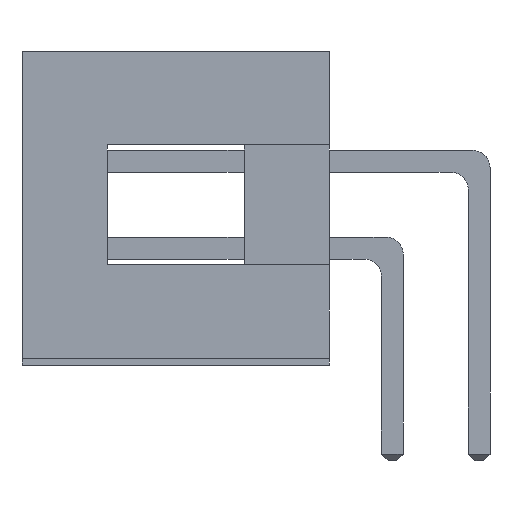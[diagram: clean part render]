
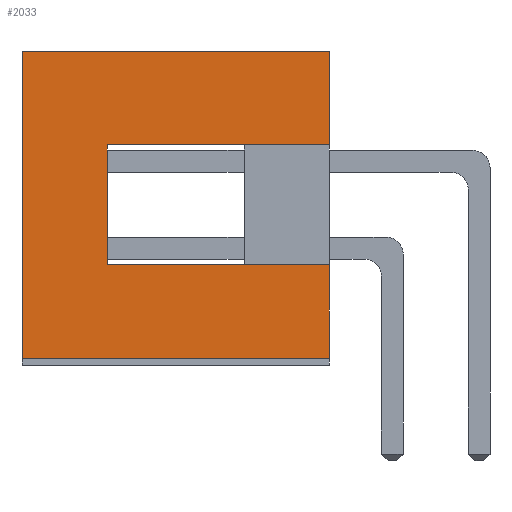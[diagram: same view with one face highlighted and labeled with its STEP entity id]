
A CAD part, front view. The second image highlights one B-rep face of the part: STEP entity #2033.
In plain terms, the highlighted planar face has unit normal (0, -1, 0).
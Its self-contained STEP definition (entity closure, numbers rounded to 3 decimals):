
#120 = VERTEX_POINT('',#121);
#121 = CARTESIAN_POINT('',(-12.225,-53.34,0.05));
#127 = EDGE_CURVE('',#120,#128,#130,.T.);
#128 = VERTEX_POINT('',#129);
#129 = CARTESIAN_POINT('',(-12.225,-53.34,9.05));
#130 = LINE('',#131,#132);
#131 = CARTESIAN_POINT('',(-12.225,-53.34,0.05));
#132 = VECTOR('',#133,1.);
#133 = DIRECTION('',(0.,0.,1.));
#284 = EDGE_CURVE('',#285,#128,#287,.T.);
#285 = VERTEX_POINT('',#286);
#286 = CARTESIAN_POINT('',(-3.225,-53.34,9.05));
#287 = LINE('',#288,#289);
#288 = CARTESIAN_POINT('',(-3.225,-53.34,9.05));
#289 = VECTOR('',#290,1.);
#290 = DIRECTION('',(-1.,0.,0.));
#436 = EDGE_CURVE('',#437,#285,#439,.T.);
#437 = VERTEX_POINT('',#438);
#438 = CARTESIAN_POINT('',(-3.225,-53.34,6.3));
#439 = LINE('',#440,#441);
#440 = CARTESIAN_POINT('',(-3.225,-53.34,0.05));
#441 = VECTOR('',#442,1.);
#442 = DIRECTION('',(0.,0.,1.));
#461 = VERTEX_POINT('',#462);
#462 = CARTESIAN_POINT('',(-3.225,-53.34,2.8));
#468 = EDGE_CURVE('',#469,#461,#471,.T.);
#469 = VERTEX_POINT('',#470);
#470 = CARTESIAN_POINT('',(-3.225,-53.34,0.05));
#471 = LINE('',#472,#473);
#472 = CARTESIAN_POINT('',(-3.225,-53.34,0.05));
#473 = VECTOR('',#474,1.);
#474 = DIRECTION('',(0.,0.,1.));
#2023 = EDGE_CURVE('',#469,#120,#2024,.T.);
#2024 = LINE('',#2025,#2026);
#2025 = CARTESIAN_POINT('',(-3.225,-53.34,0.05));
#2026 = VECTOR('',#2027,1.);
#2027 = DIRECTION('',(-1.,0.,0.));
#2033 = ADVANCED_FACE('',(#2034),#2063,.T.);
#2034 = FACE_BOUND('',#2035,.T.);
#2035 = EDGE_LOOP('',(#2036,#2037,#2038,#2039,#2047,#2055,#2061,#2062));
#2036 = ORIENTED_EDGE('',*,*,#127,.F.);
#2037 = ORIENTED_EDGE('',*,*,#2023,.F.);
#2038 = ORIENTED_EDGE('',*,*,#468,.T.);
#2039 = ORIENTED_EDGE('',*,*,#2040,.T.);
#2040 = EDGE_CURVE('',#461,#2041,#2043,.T.);
#2041 = VERTEX_POINT('',#2042);
#2042 = CARTESIAN_POINT('',(-9.725,-53.34,2.8));
#2043 = LINE('',#2044,#2045);
#2044 = CARTESIAN_POINT('',(-3.225,-53.34,2.8));
#2045 = VECTOR('',#2046,1.);
#2046 = DIRECTION('',(-1.,0.,0.));
#2047 = ORIENTED_EDGE('',*,*,#2048,.T.);
#2048 = EDGE_CURVE('',#2041,#2049,#2051,.T.);
#2049 = VERTEX_POINT('',#2050);
#2050 = CARTESIAN_POINT('',(-9.725,-53.34,6.3));
#2051 = LINE('',#2052,#2053);
#2052 = CARTESIAN_POINT('',(-9.725,-53.34,2.8));
#2053 = VECTOR('',#2054,1.);
#2054 = DIRECTION('',(0.,0.,1.));
#2055 = ORIENTED_EDGE('',*,*,#2056,.F.);
#2056 = EDGE_CURVE('',#437,#2049,#2057,.T.);
#2057 = LINE('',#2058,#2059);
#2058 = CARTESIAN_POINT('',(-3.225,-53.34,6.3));
#2059 = VECTOR('',#2060,1.);
#2060 = DIRECTION('',(-1.,0.,0.));
#2061 = ORIENTED_EDGE('',*,*,#436,.T.);
#2062 = ORIENTED_EDGE('',*,*,#284,.T.);
#2063 = PLANE('',#2064);
#2064 = AXIS2_PLACEMENT_3D('',#2065,#2066,#2067);
#2065 = CARTESIAN_POINT('',(-3.225,-53.34,0.05));
#2066 = DIRECTION('',(0.,-1.,0.));
#2067 = DIRECTION('',(-1.,0.,0.));
